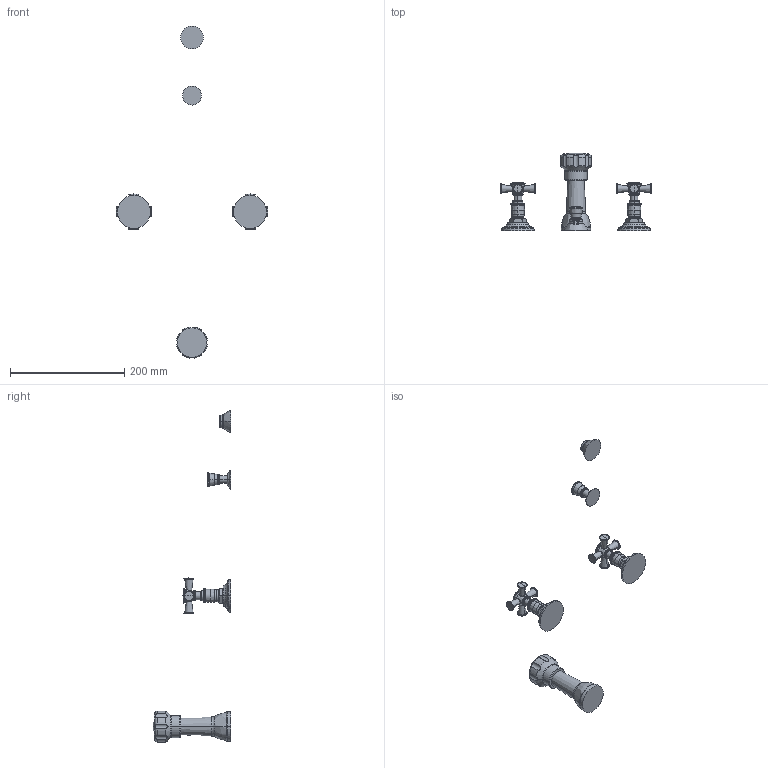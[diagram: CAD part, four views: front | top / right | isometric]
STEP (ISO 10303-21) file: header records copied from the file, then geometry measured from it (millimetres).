
FILE_DESCRIPTION((''),'2;1');
FILE_NAME('2909','2021-02-01T10:22:20',('jinson.thomas'),(''),'CREO PARAMETRIC BY PTC INC, 2018400','CREO PARAMETRIC BY PTC INC, 2018400','');
FILE_SCHEMA(('CONFIG_CONTROL_DESIGN'));
Length unit declared in the file: inch
Products named in the file (1): 2909
Bounding box: 265.43 x 135.97 x 580.53 mm (x, y, z)
Volume: 323863.7 mm3; surface area: 64523.8 mm2
Topology: 5 solids, 5 shells, 920 faces, 2498 edges, 1600 vertices
Faces by surface type: plane 446, bspline 254, torus 98, cylinder 52, cone 46, sphere 24
Entity records: 42570 total; most frequent: CARTESIAN_POINT 22036, ORIENTED_EDGE 4948, DIRECTION 3338, EDGE_CURVE 2474, VERTEX_POINT 1600, AXIS2_PLACEMENT_3D 1392, B_SPLINE_CURVE_WITH_KNOTS 1194, EDGE_LOOP 956
